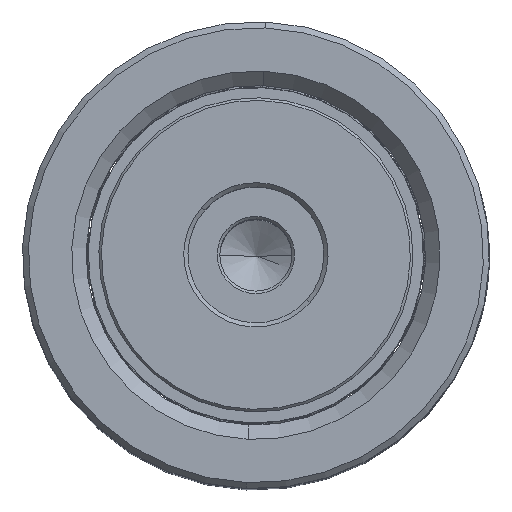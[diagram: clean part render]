
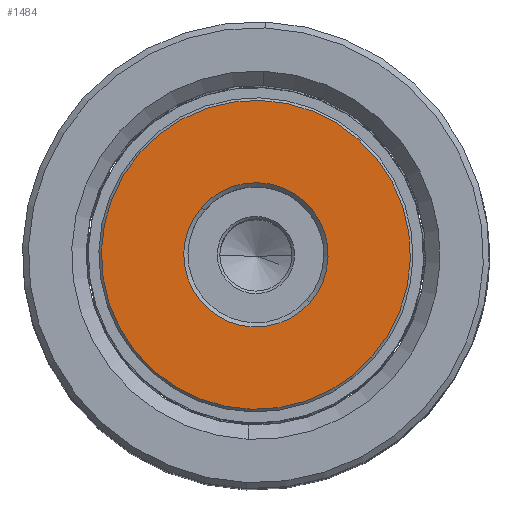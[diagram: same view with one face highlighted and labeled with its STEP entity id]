
A CAD part, top view. The second image highlights one B-rep face of the part: STEP entity #1484.
In plain terms, the highlighted face is planar.
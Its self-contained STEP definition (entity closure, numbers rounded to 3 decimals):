
#1484 = ADVANCED_FACE ( 'NONE', ( #39766, #1762 ), #44158, .F. ) ;
#1762 = FACE_BOUND ( 'NONE', #36869, .T. ) ;
#2165 = DIRECTION ( 'NONE',  ( 0., 0., 1. ) ) ;
#2186 = VERTEX_POINT ( 'NONE', #35619 ) ;
#2998 = CIRCLE ( 'NONE', #14812, 18.2 ) ;
#4337 = AXIS2_PLACEMENT_3D ( 'NONE', #41761, #22607, #34050 ) ;
#7219 = EDGE_CURVE ( 'NONE', #47967, #15086, #2998, .T. ) ;
#7521 = DIRECTION ( 'NONE',  ( 1., 0., 0. ) ) ;
#9420 = EDGE_CURVE ( 'NONE', #2186, #44869, #44144, .T. ) ;
#10601 = DIRECTION ( 'NONE',  ( 1., 0., 0. ) ) ;
#13865 = DIRECTION ( 'NONE',  ( 1., 0., 0. ) ) ;
#14699 = DIRECTION ( 'NONE',  ( 0., 0., -1. ) ) ;
#14812 = AXIS2_PLACEMENT_3D ( 'NONE', #41407, #14699, #7521 ) ;
#15086 = VERTEX_POINT ( 'NONE', #18887 ) ;
#18513 = ORIENTED_EDGE ( 'NONE', *, *, #40128, .T. ) ;
#18768 = AXIS2_PLACEMENT_3D ( 'NONE', #48102, #29573, #10601 ) ;
#18887 = CARTESIAN_POINT ( 'NONE',  ( 18.2, 0., 0. ) ) ;
#20147 = ORIENTED_EDGE ( 'NONE', *, *, #9420, .T. ) ;
#21240 = CARTESIAN_POINT ( 'NONE',  ( 0., 0., 0. ) ) ;
#21681 = AXIS2_PLACEMENT_3D ( 'NONE', #21240, #47615, #13865 ) ;
#22163 = CARTESIAN_POINT ( 'NONE',  ( -8.5, 0., 0. ) ) ;
#22607 = DIRECTION ( 'NONE',  ( 0., 0., 1. ) ) ;
#24509 = CARTESIAN_POINT ( 'NONE',  ( 0., 0., 0. ) ) ;
#28279 = DIRECTION ( 'NONE',  ( 1., 0., 0. ) ) ;
#29566 = ORIENTED_EDGE ( 'NONE', *, *, #47657, .T. ) ;
#29573 = DIRECTION ( 'NONE',  ( 0., 0., 1. ) ) ;
#33221 = ORIENTED_EDGE ( 'NONE', *, *, #7219, .T. ) ;
#34050 = DIRECTION ( 'NONE',  ( 1., 0., 0. ) ) ;
#35619 = CARTESIAN_POINT ( 'NONE',  ( 8.5, 0., 0. ) ) ;
#36869 = EDGE_LOOP ( 'NONE', ( #29566, #20147 ) ) ;
#38298 = CIRCLE ( 'NONE', #21681, 18.2 ) ;
#38921 = EDGE_LOOP ( 'NONE', ( #18513, #33221 ) ) ;
#39156 = AXIS2_PLACEMENT_3D ( 'NONE', #24509, #2165, #28279 ) ;
#39766 = FACE_OUTER_BOUND ( 'NONE', #38921, .T. ) ;
#40128 = EDGE_CURVE ( 'NONE', #15086, #47967, #38298, .T. ) ;
#41276 = CARTESIAN_POINT ( 'NONE',  ( -18.2, 0., 0. ) ) ;
#41407 = CARTESIAN_POINT ( 'NONE',  ( 0., 0., 0. ) ) ;
#41761 = CARTESIAN_POINT ( 'NONE',  ( 0., 0., 0. ) ) ;
#43721 = CIRCLE ( 'NONE', #39156, 8.5 ) ;
#44144 = CIRCLE ( 'NONE', #4337, 8.5 ) ;
#44158 = PLANE ( 'NONE',  #18768 ) ;
#44869 = VERTEX_POINT ( 'NONE', #22163 ) ;
#47615 = DIRECTION ( 'NONE',  ( 0., 0., -1. ) ) ;
#47657 = EDGE_CURVE ( 'NONE', #44869, #2186, #43721, .T. ) ;
#47967 = VERTEX_POINT ( 'NONE', #41276 ) ;
#48102 = CARTESIAN_POINT ( 'NONE',  ( 0., 0., 0. ) ) ;
